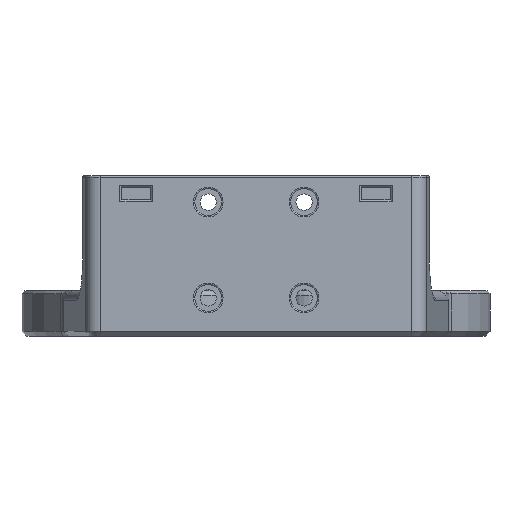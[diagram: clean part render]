
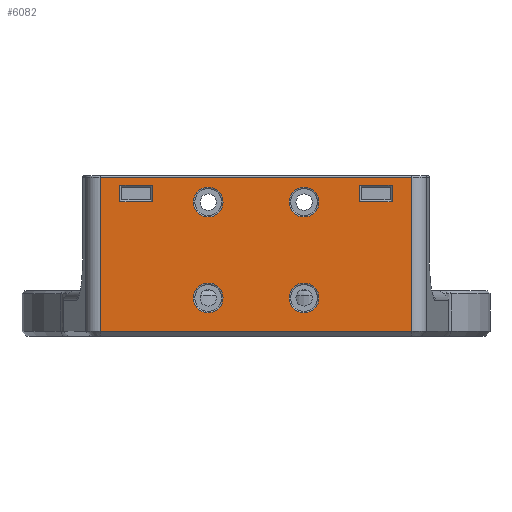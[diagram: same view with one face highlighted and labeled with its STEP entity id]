
A CAD part, front view. The second image highlights one B-rep face of the part: STEP entity #6082.
In plain terms, the highlighted planar face has unit normal (0, -1, 0).
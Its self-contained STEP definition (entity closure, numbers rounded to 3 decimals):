
#136=FACE_BOUND('',#859,.T.);
#137=FACE_BOUND('',#860,.T.);
#138=FACE_BOUND('',#861,.T.);
#139=FACE_BOUND('',#862,.T.);
#140=FACE_BOUND('',#863,.T.);
#141=FACE_BOUND('',#864,.T.);
#248=PLANE('',#6444);
#492=FACE_OUTER_BOUND('',#858,.T.);
#858=EDGE_LOOP('',(#4806,#4807,#4808,#4809));
#859=EDGE_LOOP('',(#4810,#4811,#4812,#4813));
#860=EDGE_LOOP('',(#4814));
#861=EDGE_LOOP('',(#4815));
#862=EDGE_LOOP('',(#4816));
#863=EDGE_LOOP('',(#4817));
#864=EDGE_LOOP('',(#4818,#4819,#4820,#4821));
#1098=CIRCLE('',#6445,3.1);
#1099=CIRCLE('',#6446,3.1);
#1100=CIRCLE('',#6447,3.1);
#1101=CIRCLE('',#6448,3.1);
#1818=LINE('',#11722,#2280);
#1822=LINE('',#11731,#2284);
#1827=LINE('',#11739,#2289);
#1828=LINE('',#11741,#2290);
#1835=LINE('',#11756,#2297);
#1836=LINE('',#11758,#2298);
#1837=LINE('',#11760,#2299);
#1838=LINE('',#11761,#2300);
#1839=LINE('',#11764,#2301);
#1840=LINE('',#11766,#2302);
#1841=LINE('',#11768,#2303);
#1842=LINE('',#11769,#2304);
#2280=VECTOR('',#7368,10.);
#2284=VECTOR('',#7374,10.);
#2289=VECTOR('',#7381,10.);
#2290=VECTOR('',#7384,10.);
#2297=VECTOR('',#7397,10.);
#2298=VECTOR('',#7398,10.);
#2299=VECTOR('',#7399,10.);
#2300=VECTOR('',#7400,10.);
#2301=VECTOR('',#7401,10.);
#2302=VECTOR('',#7402,10.);
#2303=VECTOR('',#7403,10.);
#2304=VECTOR('',#7404,10.);
#2832=VERTEX_POINT('',#11720);
#2833=VERTEX_POINT('',#11721);
#2836=VERTEX_POINT('',#11729);
#2837=VERTEX_POINT('',#11730);
#2843=VERTEX_POINT('',#11754);
#2844=VERTEX_POINT('',#11755);
#2845=VERTEX_POINT('',#11757);
#2846=VERTEX_POINT('',#11759);
#2847=VERTEX_POINT('',#11762);
#2848=VERTEX_POINT('',#11763);
#2849=VERTEX_POINT('',#11765);
#2850=VERTEX_POINT('',#11767);
#2851=VERTEX_POINT('',#11770);
#2852=VERTEX_POINT('',#11772);
#2853=VERTEX_POINT('',#11774);
#2854=VERTEX_POINT('',#11776);
#3583=EDGE_CURVE('',#2832,#2833,#1818,.T.);
#3587=EDGE_CURVE('',#2836,#2837,#1822,.T.);
#3592=EDGE_CURVE('',#2837,#2832,#1827,.T.);
#3593=EDGE_CURVE('',#2833,#2836,#1828,.T.);
#3600=EDGE_CURVE('',#2843,#2844,#1835,.T.);
#3601=EDGE_CURVE('',#2845,#2843,#1836,.T.);
#3602=EDGE_CURVE('',#2846,#2845,#1837,.T.);
#3603=EDGE_CURVE('',#2844,#2846,#1838,.T.);
#3604=EDGE_CURVE('',#2847,#2848,#1839,.T.);
#3605=EDGE_CURVE('',#2849,#2847,#1840,.T.);
#3606=EDGE_CURVE('',#2850,#2849,#1841,.T.);
#3607=EDGE_CURVE('',#2848,#2850,#1842,.T.);
#3608=EDGE_CURVE('',#2851,#2851,#1098,.T.);
#3609=EDGE_CURVE('',#2852,#2852,#1099,.T.);
#3610=EDGE_CURVE('',#2853,#2853,#1100,.T.);
#3611=EDGE_CURVE('',#2854,#2854,#1101,.T.);
#4806=ORIENTED_EDGE('',*,*,#3600,.F.);
#4807=ORIENTED_EDGE('',*,*,#3601,.F.);
#4808=ORIENTED_EDGE('',*,*,#3602,.F.);
#4809=ORIENTED_EDGE('',*,*,#3603,.F.);
#4810=ORIENTED_EDGE('',*,*,#3604,.F.);
#4811=ORIENTED_EDGE('',*,*,#3605,.F.);
#4812=ORIENTED_EDGE('',*,*,#3606,.F.);
#4813=ORIENTED_EDGE('',*,*,#3607,.F.);
#4814=ORIENTED_EDGE('',*,*,#3608,.F.);
#4815=ORIENTED_EDGE('',*,*,#3609,.F.);
#4816=ORIENTED_EDGE('',*,*,#3610,.F.);
#4817=ORIENTED_EDGE('',*,*,#3611,.F.);
#4818=ORIENTED_EDGE('',*,*,#3587,.F.);
#4819=ORIENTED_EDGE('',*,*,#3593,.F.);
#4820=ORIENTED_EDGE('',*,*,#3583,.F.);
#4821=ORIENTED_EDGE('',*,*,#3592,.F.);
#6082=ADVANCED_FACE('',(#492,#136,#137,#138,#139,#140,#141),#248,.T.);
#6444=AXIS2_PLACEMENT_3D('',#11753,#7395,#7396);
#6445=AXIS2_PLACEMENT_3D('',#11771,#7405,#7406);
#6446=AXIS2_PLACEMENT_3D('',#11773,#7407,#7408);
#6447=AXIS2_PLACEMENT_3D('',#11775,#7409,#7410);
#6448=AXIS2_PLACEMENT_3D('',#11777,#7411,#7412);
#7368=DIRECTION('',(0.,0.,-1.));
#7374=DIRECTION('',(0.,0.,1.));
#7381=DIRECTION('',(-1.,0.,0.));
#7384=DIRECTION('',(1.,0.,0.));
#7395=DIRECTION('center_axis',(0.,-1.,0.));
#7396=DIRECTION('ref_axis',(1.,0.,0.));
#7397=DIRECTION('',(-1.,0.,0.));
#7398=DIRECTION('',(0.,0.,-1.));
#7399=DIRECTION('',(1.,0.,0.));
#7400=DIRECTION('',(0.,0.,1.));
#7401=DIRECTION('',(-1.,0.,0.));
#7402=DIRECTION('',(0.,0.,1.));
#7403=DIRECTION('',(1.,0.,0.));
#7404=DIRECTION('',(0.,0.,-1.));
#7405=DIRECTION('center_axis',(0.,-1.,0.));
#7406=DIRECTION('ref_axis',(1.,0.,0.));
#7407=DIRECTION('center_axis',(0.,-1.,0.));
#7408=DIRECTION('ref_axis',(1.,0.,0.));
#7409=DIRECTION('center_axis',(0.,-1.,0.));
#7410=DIRECTION('ref_axis',(1.,0.,0.));
#7411=DIRECTION('center_axis',(0.,-1.,0.));
#7412=DIRECTION('ref_axis',(1.,0.,0.));
#11720=CARTESIAN_POINT('',(-28.4,-65.2,31.5));
#11721=CARTESIAN_POINT('',(-28.4,-65.2,28.1));
#11722=CARTESIAN_POINT('',(-28.4,-65.2,14.25));
#11729=CARTESIAN_POINT('',(-21.6,-65.2,28.1));
#11730=CARTESIAN_POINT('',(-21.6,-65.2,31.5));
#11731=CARTESIAN_POINT('',(-21.6,-65.2,15.55));
#11739=CARTESIAN_POINT('',(-34.1,-65.2,31.5));
#11741=CARTESIAN_POINT('',(-31.1,-65.2,28.1));
#11753=CARTESIAN_POINT('Origin',(-40.2,-65.2,0.));
#11754=CARTESIAN_POINT('',(32.547,-65.2,1.));
#11755=CARTESIAN_POINT('',(-32.547,-65.2,1.));
#11756=CARTESIAN_POINT('',(-20.1,-65.2,1.));
#11757=CARTESIAN_POINT('',(32.547,-65.2,33.2));
#11758=CARTESIAN_POINT('',(32.547,-65.2,4.75));
#11759=CARTESIAN_POINT('',(-32.547,-65.2,33.2));
#11760=CARTESIAN_POINT('',(-20.1,-65.2,33.2));
#11761=CARTESIAN_POINT('',(-32.547,-65.2,4.75));
#11762=CARTESIAN_POINT('',(28.4,-65.2,31.5));
#11763=CARTESIAN_POINT('',(21.6,-65.2,31.5));
#11764=CARTESIAN_POINT('',(-9.1,-65.2,31.5));
#11765=CARTESIAN_POINT('',(28.4,-65.2,28.1));
#11766=CARTESIAN_POINT('',(28.4,-65.2,15.55));
#11767=CARTESIAN_POINT('',(21.6,-65.2,28.1));
#11768=CARTESIAN_POINT('',(-6.1,-65.2,28.1));
#11769=CARTESIAN_POINT('',(21.6,-65.2,14.25));
#11770=CARTESIAN_POINT('',(-9.968,-65.2,4.9));
#11771=CARTESIAN_POINT('Origin',(-9.968,-65.2,8.));
#11772=CARTESIAN_POINT('',(10.032,-65.2,24.9));
#11773=CARTESIAN_POINT('Origin',(10.032,-65.2,28.));
#11774=CARTESIAN_POINT('',(-9.968,-65.2,24.9));
#11775=CARTESIAN_POINT('Origin',(-9.968,-65.2,28.));
#11776=CARTESIAN_POINT('',(10.032,-65.2,4.9));
#11777=CARTESIAN_POINT('Origin',(10.032,-65.2,8.));
